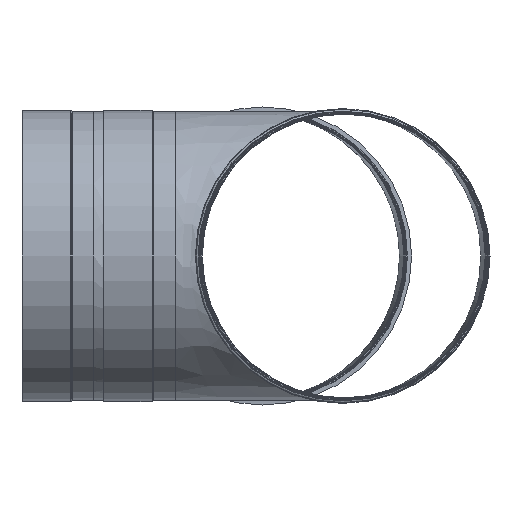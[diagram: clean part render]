
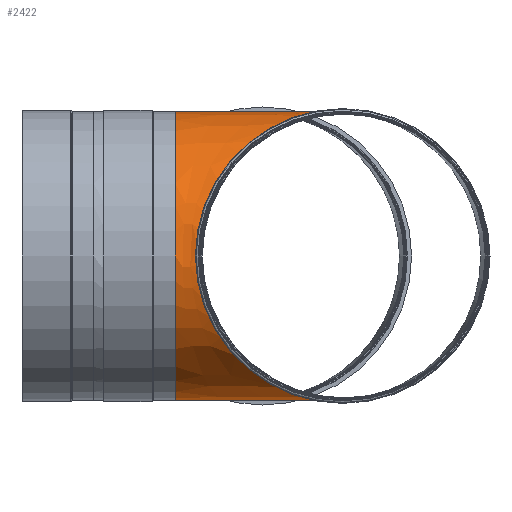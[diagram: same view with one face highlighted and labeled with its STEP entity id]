
A CAD part, left-side view. The second image highlights one B-rep face of the part: STEP entity #2422.
In plain terms, the highlighted free-form (B-spline) face has degree [3, 3] with [18, 4] control points.
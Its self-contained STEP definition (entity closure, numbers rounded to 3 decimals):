
#631=FACE_OUTER_BOUND('',#1005,.T.);
#1005=EDGE_LOOP('',(#2107,#2108,#2109,#2110));
#1031=ELLIPSE('',#2812,279.423,201.);
#1045=LINE('',#5627,#1059);
#1046=LINE('',#5630,#1060);
#1059=VECTOR('',#3600,225.);
#1060=VECTOR('',#3603,225.);
#1241=CIRCLE('',#2811,201.);
#1447=VERTEX_POINT('',#5623);
#1448=VERTEX_POINT('',#5624);
#1449=VERTEX_POINT('',#5626);
#1450=VERTEX_POINT('',#5628);
#1671=EDGE_CURVE('',#1447,#1448,#1241,.T.);
#1672=EDGE_CURVE('',#1447,#1449,#1045,.T.);
#1673=EDGE_CURVE('',#1449,#1450,#1031,.T.);
#1674=EDGE_CURVE('',#1448,#1450,#1046,.T.);
#2107=ORIENTED_EDGE('',*,*,#1671,.F.);
#2108=ORIENTED_EDGE('',*,*,#1672,.T.);
#2109=ORIENTED_EDGE('',*,*,#1673,.T.);
#2110=ORIENTED_EDGE('',*,*,#1674,.F.);
#2140=B_SPLINE_SURFACE_WITH_KNOTS('',3,3,((#5551,#5552,#5553,#5554),(#5555,
#5556,#5557,#5558),(#5559,#5560,#5561,#5562),(#5563,#5564,#5565,#5566),
(#5567,#5568,#5569,#5570),(#5571,#5572,#5573,#5574),(#5575,#5576,#5577,
#5578),(#5579,#5580,#5581,#5582),(#5583,#5584,#5585,#5586),(#5587,#5588,
#5589,#5590),(#5591,#5592,#5593,#5594),(#5595,#5596,#5597,#5598),(#5599,
#5600,#5601,#5602),(#5603,#5604,#5605,#5606),(#5607,#5608,#5609,#5610),
(#5611,#5612,#5613,#5614),(#5615,#5616,#5617,#5618),(#5619,#5620,#5621,
#5622)),.UNSPECIFIED.,.F.,.F.,.F.,(4,1,1,1,1,1,1,1,1,1,1,1,1,1,1,4),(4,
4),(0.,0.071,0.143,0.19,0.286,
0.333,0.381,0.429,0.476,
0.571,0.619,0.714,0.786,
0.857,0.929,1.),(0.,1.),.UNSPECIFIED.);
#2422=ADVANCED_FACE('',(#631),#2140,.F.);
#2811=AXIS2_PLACEMENT_3D('',#5625,#3598,#3599);
#2812=AXIS2_PLACEMENT_3D('',#5629,#3601,#3602);
#3598=DIRECTION('center_axis',(0.,1.,0.));
#3599=DIRECTION('ref_axis',(0.,0.,-1.));
#3600=DIRECTION('',(0.,-1.,0.));
#3601=DIRECTION('center_axis',(0.695,0.719,0.));
#3602=DIRECTION('ref_axis',(-0.719,0.695,0.));
#3603=DIRECTION('',(0.,-1.,0.));
#5551=CARTESIAN_POINT('Ctrl Pts',(0.,225.,-201.));
#5552=CARTESIAN_POINT('Ctrl Pts',(0.,150.,-201.));
#5553=CARTESIAN_POINT('Ctrl Pts',(0.,75.,-201.));
#5554=CARTESIAN_POINT('Ctrl Pts',(0.,0.,
-201.));
#5555=CARTESIAN_POINT('Ctrl Pts',(-15.035,225.,-201.));
#5556=CARTESIAN_POINT('Ctrl Pts',(-15.035,154.839,-201.));
#5557=CARTESIAN_POINT('Ctrl Pts',(-15.035,84.68,-201.));
#5558=CARTESIAN_POINT('Ctrl Pts',(-15.035,14.519,-201.));
#5559=CARTESIAN_POINT('Ctrl Pts',(-45.106,225.,-197.615));
#5560=CARTESIAN_POINT('Ctrl Pts',(-45.106,164.52,-197.615));
#5561=CARTESIAN_POINT('Ctrl Pts',(-45.106,104.038,-197.615));
#5562=CARTESIAN_POINT('Ctrl Pts',(-45.106,43.558,-197.615));
#5563=CARTESIAN_POINT('Ctrl Pts',(-83.182,225.,-184.282));
#5564=CARTESIAN_POINT('Ctrl Pts',(-83.182,176.776,-184.282));
#5565=CARTESIAN_POINT('Ctrl Pts',(-83.182,128.552,-184.282));
#5566=CARTESIAN_POINT('Ctrl Pts',(-83.182,80.328,-184.282));
#5567=CARTESIAN_POINT('Ctrl Pts',(-122.359,225.,-161.674));
#5568=CARTESIAN_POINT('Ctrl Pts',(-122.359,189.387,-161.674));
#5569=CARTESIAN_POINT('Ctrl Pts',(-122.359,153.774,-161.674));
#5570=CARTESIAN_POINT('Ctrl Pts',(-122.359,118.161,-161.674));
#5571=CARTESIAN_POINT('Ctrl Pts',(-152.081,225.,-134.103));
#5572=CARTESIAN_POINT('Ctrl Pts',(-152.081,198.954,-134.103));
#5573=CARTESIAN_POINT('Ctrl Pts',(-152.081,172.908,-134.103));
#5574=CARTESIAN_POINT('Ctrl Pts',(-152.081,146.863,-134.103));
#5575=CARTESIAN_POINT('Ctrl Pts',(-174.719,225.,-100.874));
#5576=CARTESIAN_POINT('Ctrl Pts',(-174.719,206.241,-100.874));
#5577=CARTESIAN_POINT('Ctrl Pts',(-174.719,187.483,-100.874));
#5578=CARTESIAN_POINT('Ctrl Pts',(-174.719,168.724,-100.874));
#5579=CARTESIAN_POINT('Ctrl Pts',(-187.807,225.,-73.709));
#5580=CARTESIAN_POINT('Ctrl Pts',(-187.807,210.455,-73.709));
#5581=CARTESIAN_POINT('Ctrl Pts',(-187.807,195.907,-73.709));
#5582=CARTESIAN_POINT('Ctrl Pts',(-187.807,181.363,-73.709));
#5583=CARTESIAN_POINT('Ctrl Pts',(-196.689,225.,-44.894));
#5584=CARTESIAN_POINT('Ctrl Pts',(-196.689,213.312,-44.894));
#5585=CARTESIAN_POINT('Ctrl Pts',(-196.689,201.628,-44.894));
#5586=CARTESIAN_POINT('Ctrl Pts',(-196.689,189.94,-44.894));
#5587=CARTESIAN_POINT('Ctrl Pts',(-202.695,225.,-5.137));
#5588=CARTESIAN_POINT('Ctrl Pts',(-202.695,215.248,-5.137));
#5589=CARTESIAN_POINT('Ctrl Pts',(-202.695,205.492,-5.137));
#5590=CARTESIAN_POINT('Ctrl Pts',(-202.695,195.74,-5.137));
#5591=CARTESIAN_POINT('Ctrl Pts',(-199.661,225.,35.288));
#5592=CARTESIAN_POINT('Ctrl Pts',(-199.661,214.269,35.288));
#5593=CARTESIAN_POINT('Ctrl Pts',(-199.661,203.541,35.288));
#5594=CARTESIAN_POINT('Ctrl Pts',(-199.661,192.81,35.288));
#5595=CARTESIAN_POINT('Ctrl Pts',(-184.847,225.,83.317));
#5596=CARTESIAN_POINT('Ctrl Pts',(-184.847,209.501,83.317));
#5597=CARTESIAN_POINT('Ctrl Pts',(-184.847,194.003,83.317));
#5598=CARTESIAN_POINT('Ctrl Pts',(-184.847,178.505,83.317));
#5599=CARTESIAN_POINT('Ctrl Pts',(-162.048,225.,122.816));
#5600=CARTESIAN_POINT('Ctrl Pts',(-162.048,202.163,122.816));
#5601=CARTESIAN_POINT('Ctrl Pts',(-162.048,179.325,122.816));
#5602=CARTESIAN_POINT('Ctrl Pts',(-162.048,156.488,122.816));
#5603=CARTESIAN_POINT('Ctrl Pts',(-126.373,225.,158.471));
#5604=CARTESIAN_POINT('Ctrl Pts',(-126.373,190.679,158.471));
#5605=CARTESIAN_POINT('Ctrl Pts',(-126.373,156.358,158.471));
#5606=CARTESIAN_POINT('Ctrl Pts',(-126.373,122.037,158.471));
#5607=CARTESIAN_POINT('Ctrl Pts',(-87.948,225.,182.622));
#5608=CARTESIAN_POINT('Ctrl Pts',(-87.948,178.311,182.622));
#5609=CARTESIAN_POINT('Ctrl Pts',(-87.948,131.62,182.622));
#5610=CARTESIAN_POINT('Ctrl Pts',(-87.948,84.931,182.622));
#5611=CARTESIAN_POINT('Ctrl Pts',(-45.102,225.,197.612));
#5612=CARTESIAN_POINT('Ctrl Pts',(-45.102,164.518,197.612));
#5613=CARTESIAN_POINT('Ctrl Pts',(-45.102,104.037,197.612));
#5614=CARTESIAN_POINT('Ctrl Pts',(-45.102,43.555,197.612));
#5615=CARTESIAN_POINT('Ctrl Pts',(-15.035,225.,201.));
#5616=CARTESIAN_POINT('Ctrl Pts',(-15.035,154.84,201.));
#5617=CARTESIAN_POINT('Ctrl Pts',(-15.035,84.679,201.));
#5618=CARTESIAN_POINT('Ctrl Pts',(-15.035,14.519,201.));
#5619=CARTESIAN_POINT('Ctrl Pts',(0.,225.,201.));
#5620=CARTESIAN_POINT('Ctrl Pts',(0.,150.,201.));
#5621=CARTESIAN_POINT('Ctrl Pts',(0.,75.,201.));
#5622=CARTESIAN_POINT('Ctrl Pts',(0.,0.,
201.));
#5623=CARTESIAN_POINT('',(0.,225.,-201.));
#5624=CARTESIAN_POINT('',(0.,225.,201.));
#5625=CARTESIAN_POINT('Origin',(0.,225.,0.));
#5626=CARTESIAN_POINT('',(0.,0.,-201.));
#5627=CARTESIAN_POINT('',(0.,225.,-201.));
#5628=CARTESIAN_POINT('',(0.,0.,201.));
#5629=CARTESIAN_POINT('Origin',(0.,0.,0.));
#5630=CARTESIAN_POINT('',(0.,225.,201.));
